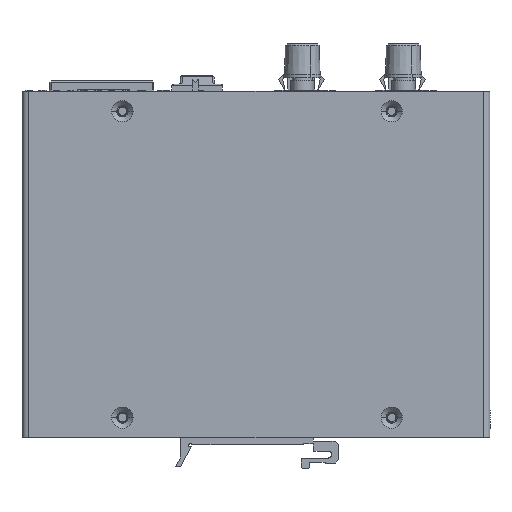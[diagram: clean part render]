
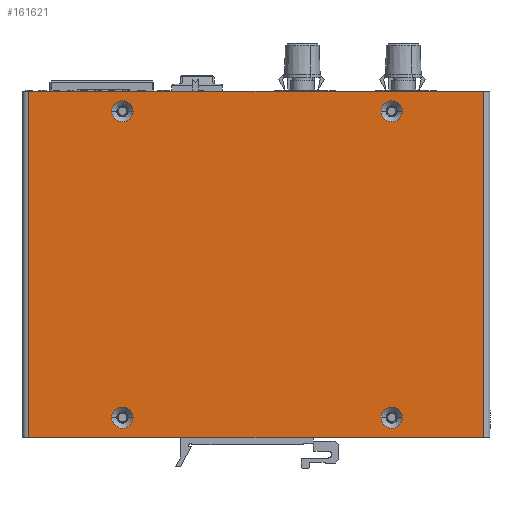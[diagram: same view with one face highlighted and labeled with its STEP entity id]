
A CAD part, front view. The second image highlights one B-rep face of the part: STEP entity #161621.
In plain terms, the highlighted planar face has unit normal (0, -1, 0).
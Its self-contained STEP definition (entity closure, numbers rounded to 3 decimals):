
#67 = EDGE_CURVE ( 'NONE', #18513, #26144, #141373, .T. ) ;
#1361 = LINE ( 'NONE', #150978, #140886 ) ;
#2839 = AXIS2_PLACEMENT_3D ( 'NONE', #47149, #144709, #61156 ) ;
#6569 = VERTEX_POINT ( 'NONE', #97455 ) ;
#8112 = CARTESIAN_POINT ( 'NONE',  ( -108.695, -36.523, 96.611 ) ) ;
#9593 = ORIENTED_EDGE ( 'NONE', *, *, #75515, .T. ) ;
#10197 = CARTESIAN_POINT ( 'NONE',  ( -1.52, -36.523, 51.111 ) ) ;
#16607 = ORIENTED_EDGE ( 'NONE', *, *, #53849, .T. ) ;
#16714 = CIRCLE ( 'NONE', #147628, 3.15 ) ;
#17046 = DIRECTION ( 'NONE',  ( 0., 1., 0. ) ) ;
#18513 = VERTEX_POINT ( 'NONE', #75193 ) ;
#21049 = DIRECTION ( 'NONE',  ( 0., 1., 0. ) ) ;
#21835 = CARTESIAN_POINT ( 'NONE',  ( -25.545, -36.523, 96.611 ) ) ;
#22130 = DIRECTION ( 'NONE',  ( -1., 0., 0. ) ) ;
#23773 = CIRCLE ( 'NONE', #119507, 3.15 ) ;
#24492 = CIRCLE ( 'NONE', #48210, 3.15 ) ;
#24580 = VERTEX_POINT ( 'NONE', #85690 ) ;
#24776 = EDGE_CURVE ( 'NONE', #36629, #58899, #1361, .T. ) ;
#24838 = DIRECTION ( 'NONE',  ( 0., 1., 0. ) ) ;
#26144 = VERTEX_POINT ( 'NONE', #174260 ) ;
#27069 = AXIS2_PLACEMENT_3D ( 'NONE', #30197, #127737, #44247 ) ;
#27314 = AXIS2_PLACEMENT_3D ( 'NONE', #143175, #59612, #157232 ) ;
#28034 = ORIENTED_EDGE ( 'NONE', *, *, #54403, .T. ) ;
#30197 = CARTESIAN_POINT ( 'NONE',  ( -28.695, -36.523, 5.611 ) ) ;
#30332 = LINE ( 'NONE', #133242, #100083 ) ;
#31702 = ORIENTED_EDGE ( 'NONE', *, *, #67, .T. ) ;
#34243 = CIRCLE ( 'NONE', #2839, 3.15 ) ;
#35240 = FACE_BOUND ( 'NONE', #96862, .T. ) ;
#36629 = VERTEX_POINT ( 'NONE', #79765 ) ;
#44247 = DIRECTION ( 'NONE',  ( -1., 0., 0. ) ) ;
#46007 = DIRECTION ( 'NONE',  ( 0., 1., 0. ) ) ;
#47149 = CARTESIAN_POINT ( 'NONE',  ( -28.695, -36.523, 5.611 ) ) ;
#48210 = AXIS2_PLACEMENT_3D ( 'NONE', #108321, #24838, #122374 ) ;
#50681 = VERTEX_POINT ( 'NONE', #113017 ) ;
#53142 = VERTEX_POINT ( 'NONE', #82313 ) ;
#53237 = ORIENTED_EDGE ( 'NONE', *, *, #71500, .T. ) ;
#53849 = EDGE_CURVE ( 'NONE', #101961, #104646, #23773, .T. ) ;
#54403 = EDGE_CURVE ( 'NONE', #78834, #82546, #34243, .T. ) ;
#58899 = VERTEX_POINT ( 'NONE', #152919 ) ;
#59612 = DIRECTION ( 'NONE',  ( 0., -1., 0. ) ) ;
#61156 = DIRECTION ( 'NONE',  ( -1., 0., 0. ) ) ;
#64237 = CIRCLE ( 'NONE', #176202, 3.15 ) ;
#65687 = DIRECTION ( 'NONE',  ( 0., 1., 0. ) ) ;
#71500 = EDGE_CURVE ( 'NONE', #6569, #50681, #179051, .T. ) ;
#72917 = EDGE_CURVE ( 'NONE', #26144, #18513, #16714, .T. ) ;
#73056 = PLANE ( 'NONE',  #27314 ) ;
#75193 = CARTESIAN_POINT ( 'NONE',  ( -105.545, -36.523, 96.611 ) ) ;
#75451 = ORIENTED_EDGE ( 'NONE', *, *, #83673, .T. ) ;
#75515 = EDGE_CURVE ( 'NONE', #104646, #101961, #64237, .T. ) ;
#75691 = ORIENTED_EDGE ( 'NONE', *, *, #24776, .T. ) ;
#78834 = VERTEX_POINT ( 'NONE', #80276 ) ;
#79765 = CARTESIAN_POINT ( 'NONE',  ( -136.52, -36.523, 102.611 ) ) ;
#80276 = CARTESIAN_POINT ( 'NONE',  ( -31.845, -36.523, 5.611 ) ) ;
#82313 = CARTESIAN_POINT ( 'NONE',  ( -1.52, -36.523, 102.611 ) ) ;
#82546 = VERTEX_POINT ( 'NONE', #125637 ) ;
#83673 = EDGE_CURVE ( 'NONE', #50681, #6569, #24492, .T. ) ;
#85411 = FACE_BOUND ( 'NONE', #112650, .T. ) ;
#85690 = CARTESIAN_POINT ( 'NONE',  ( -1.52, -36.523, -0.389 ) ) ;
#91111 = DIRECTION ( 'NONE',  ( 1., 0., 0. ) ) ;
#96862 = EDGE_LOOP ( 'NONE', ( #145410, #31702 ) ) ;
#97455 = CARTESIAN_POINT ( 'NONE',  ( -105.545, -36.523, 5.611 ) ) ;
#98727 = EDGE_CURVE ( 'NONE', #36629, #53142, #30332, .T. ) ;
#100083 = VECTOR ( 'NONE', #91111, 1000. ) ;
#100546 = CARTESIAN_POINT ( 'NONE',  ( -108.695, -36.523, 5.611 ) ) ;
#101404 = ORIENTED_EDGE ( 'NONE', *, *, #177072, .T. ) ;
#101961 = VERTEX_POINT ( 'NONE', #125083 ) ;
#104523 = CARTESIAN_POINT ( 'NONE',  ( -108.695, -36.523, 96.611 ) ) ;
#104646 = VERTEX_POINT ( 'NONE', #21835 ) ;
#104744 = EDGE_CURVE ( 'NONE', #24580, #53142, #146708, .T. ) ;
#105008 = FACE_BOUND ( 'NONE', #114467, .T. ) ;
#105590 = DIRECTION ( 'NONE',  ( 0., 1., 0. ) ) ;
#107722 = DIRECTION ( 'NONE',  ( 0., 0., 1. ) ) ;
#108321 = CARTESIAN_POINT ( 'NONE',  ( -108.695, -36.523, 5.611 ) ) ;
#111102 = EDGE_LOOP ( 'NONE', ( #28034, #101404 ) ) ;
#112650 = EDGE_LOOP ( 'NONE', ( #75451, #53237 ) ) ;
#113017 = CARTESIAN_POINT ( 'NONE',  ( -111.845, -36.523, 5.611 ) ) ;
#114467 = EDGE_LOOP ( 'NONE', ( #16607, #9593 ) ) ;
#114588 = DIRECTION ( 'NONE',  ( -1., 0., 0. ) ) ;
#116388 = EDGE_LOOP ( 'NONE', ( #148675, #75691, #147297, #125746 ) ) ;
#118608 = DIRECTION ( 'NONE',  ( -1., 0., 0. ) ) ;
#119507 = AXIS2_PLACEMENT_3D ( 'NONE', #129518, #46007, #143521 ) ;
#122331 = VECTOR ( 'NONE', #153787, 1000. ) ;
#122374 = DIRECTION ( 'NONE',  ( -1., 0., 0. ) ) ;
#125083 = CARTESIAN_POINT ( 'NONE',  ( -31.845, -36.523, 96.611 ) ) ;
#125637 = CARTESIAN_POINT ( 'NONE',  ( -25.545, -36.523, 5.611 ) ) ;
#125746 = ORIENTED_EDGE ( 'NONE', *, *, #104744, .T. ) ;
#127587 = EDGE_CURVE ( 'NONE', #24580, #58899, #163806, .T. ) ;
#127737 = DIRECTION ( 'NONE',  ( 0., 1., 0. ) ) ;
#129518 = CARTESIAN_POINT ( 'NONE',  ( -28.695, -36.523, 96.611 ) ) ;
#133242 = CARTESIAN_POINT ( 'NONE',  ( -138.52, -36.523, 102.611 ) ) ;
#139754 = CARTESIAN_POINT ( 'NONE',  ( -138.52, -36.523, -0.389 ) ) ;
#140210 = AXIS2_PLACEMENT_3D ( 'NONE', #100546, #17046, #114588 ) ;
#140886 = VECTOR ( 'NONE', #165599, 1000. ) ;
#141373 = CIRCLE ( 'NONE', #158508, 3.15 ) ;
#142115 = FACE_OUTER_BOUND ( 'NONE', #116388, .T. ) ;
#142309 = VECTOR ( 'NONE', #107722, 1000. ) ;
#143175 = CARTESIAN_POINT ( 'NONE',  ( -69.02, -36.523, 51.111 ) ) ;
#143521 = DIRECTION ( 'NONE',  ( -1., 0., 0. ) ) ;
#144709 = DIRECTION ( 'NONE',  ( 0., 1., 0. ) ) ;
#145410 = ORIENTED_EDGE ( 'NONE', *, *, #72917, .T. ) ;
#146708 = LINE ( 'NONE', #10197, #142309 ) ;
#147297 = ORIENTED_EDGE ( 'NONE', *, *, #127587, .F. ) ;
#147628 = AXIS2_PLACEMENT_3D ( 'NONE', #8112, #105590, #22130 ) ;
#147701 = CIRCLE ( 'NONE', #27069, 3.15 ) ;
#148675 = ORIENTED_EDGE ( 'NONE', *, *, #98727, .F. ) ;
#149266 = CARTESIAN_POINT ( 'NONE',  ( -28.695, -36.523, 96.611 ) ) ;
#150978 = CARTESIAN_POINT ( 'NONE',  ( -136.52, -36.523, 51.111 ) ) ;
#152919 = CARTESIAN_POINT ( 'NONE',  ( -136.52, -36.523, -0.389 ) ) ;
#153787 = DIRECTION ( 'NONE',  ( -1., 0., 0. ) ) ;
#157232 = DIRECTION ( 'NONE',  ( -1., 0., 0. ) ) ;
#158508 = AXIS2_PLACEMENT_3D ( 'NONE', #104523, #21049, #118608 ) ;
#161621 = ADVANCED_FACE ( 'NONE', ( #142115, #179236, #85411, #35240, #105008 ), #73056, .T. ) ;
#163256 = DIRECTION ( 'NONE',  ( -1., 0., 0. ) ) ;
#163806 = LINE ( 'NONE', #139754, #122331 ) ;
#165599 = DIRECTION ( 'NONE',  ( 0., 0., -1. ) ) ;
#174260 = CARTESIAN_POINT ( 'NONE',  ( -111.845, -36.523, 96.611 ) ) ;
#176202 = AXIS2_PLACEMENT_3D ( 'NONE', #149266, #65687, #163256 ) ;
#177072 = EDGE_CURVE ( 'NONE', #82546, #78834, #147701, .T. ) ;
#179051 = CIRCLE ( 'NONE', #140210, 3.15 ) ;
#179236 = FACE_BOUND ( 'NONE', #111102, .T. ) ;
